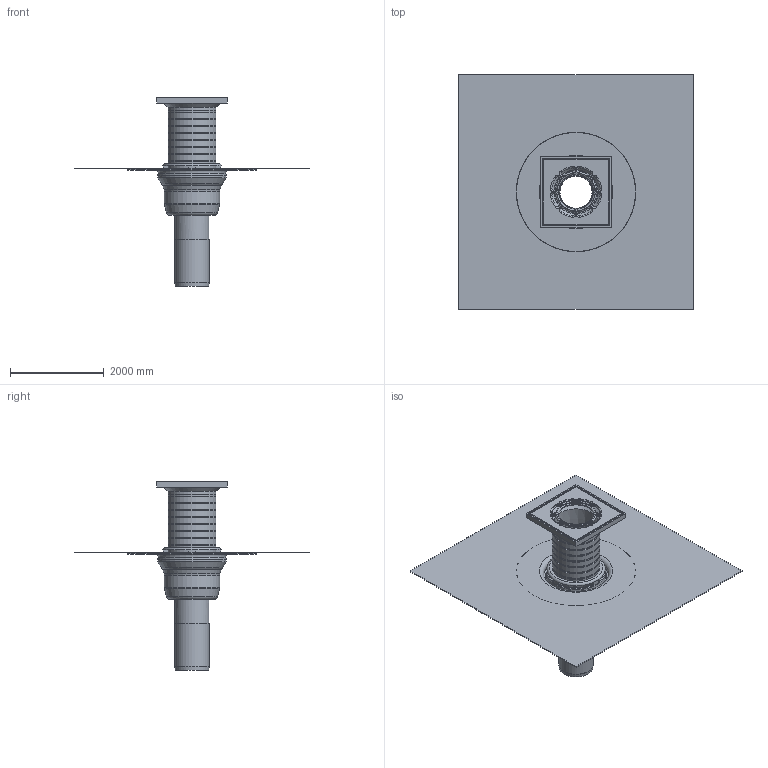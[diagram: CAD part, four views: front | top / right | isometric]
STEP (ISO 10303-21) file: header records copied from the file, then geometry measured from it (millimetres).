
FILE_DESCRIPTION(/* description */ (''),/* implementation_level */ '2;1');
FILE_NAME(/* name */ '16277.070X_3D.stp',/* time_stamp */ '2025-01-06T10:02:14+01:00',/* author */ ('c.rudolph'),/* organization */ (''),/* preprocessor_version */ 'ST-DEVELOPER v20',/* originating_system */ 'AutoCAD Mechanical',/* authorisation */ '');
FILE_SCHEMA (('AUTOMOTIVE_DESIGN { 1 0 10303 214 3 1 1 }'));
Length unit declared in the file: centimetre
Products named in the file (2): Product; *S0
Assembly tree (1 placements, depth 2):
  Product
    *S0
Bounding box: 5000 x 5000 x 4010.81 mm (x, y, z)
Volume: 958006713.7 mm3; surface area: 102542512.8 mm2
Topology: 10 solids, 11 shells, 448 faces, 1053 edges, 665 vertices
Faces by surface type: plane 143, cylinder 143, torus 113, cone 41, sphere 8
Full cylindrical faces by diameter (mm): 35 x4, 80 x4, 698 x2, 730 x3, 750 x1, 780 x1, 960 x1, 1010 x8, 1020 x9, 1024 x1, 1140 x1, 1150 x1, 1160 x2, 1180 x1, 1200 x3, 1400 x2, 1430 x2, 1460 x1
Entity records: 13537 total; most frequent: CARTESIAN_POINT 2657, DIRECTION 2515, ORIENTED_EDGE 2104, AXIS2_PLACEMENT_3D 1075, EDGE_CURVE 1052, VERTEX_POINT 663, CIRCLE 608, EDGE_LOOP 523
